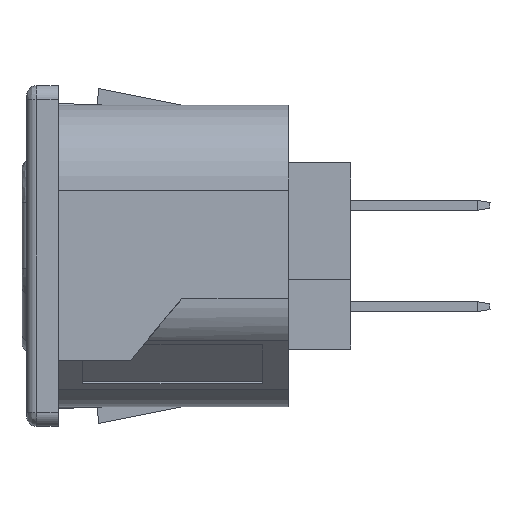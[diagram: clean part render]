
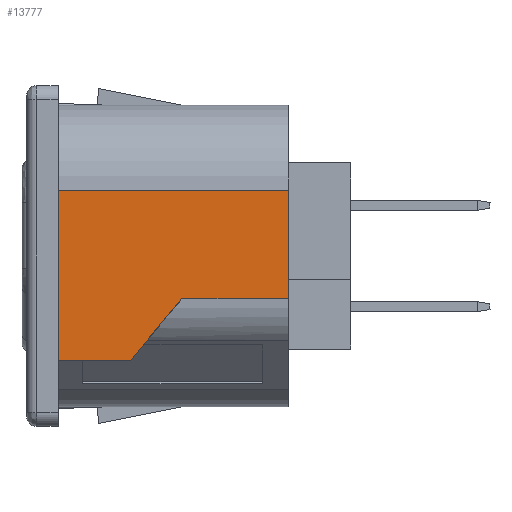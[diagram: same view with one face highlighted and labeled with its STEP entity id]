
A CAD part, left-side view. The second image highlights one B-rep face of the part: STEP entity #13777.
In plain terms, the highlighted planar face has unit normal (-1, 0, 0).
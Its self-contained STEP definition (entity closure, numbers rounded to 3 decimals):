
#43 = VERTEX_POINT ( 'NONE', #11575 ) ;
#480 = ORIENTED_EDGE ( 'NONE', *, *, #5977, .T. ) ;
#902 = VERTEX_POINT ( 'NONE', #5365 ) ;
#938 = EDGE_CURVE ( 'NONE', #10969, #4906, #1180, .T. ) ;
#1180 = LINE ( 'NONE', #4373, #13885 ) ;
#1206 = FACE_OUTER_BOUND ( 'NONE', #7426, .T. ) ;
#1349 = PLANE ( 'NONE',  #3923 ) ;
#1354 = CARTESIAN_POINT ( 'NONE',  ( -15.95, 0., 5.28 ) ) ;
#1427 = DIRECTION ( 'NONE',  ( 0., -0.643, 0.766 ) ) ;
#1660 = EDGE_CURVE ( 'NONE', #43, #11020, #6628, .T. ) ;
#1725 = DIRECTION ( 'NONE',  ( 0., 0., 1. ) ) ;
#2087 = LINE ( 'NONE', #10726, #4457 ) ;
#2425 = LINE ( 'NONE', #8865, #7882 ) ;
#2497 = VERTEX_POINT ( 'NONE', #5725 ) ;
#3295 = DIRECTION ( 'NONE',  ( 0., -1., 0. ) ) ;
#3441 = ORIENTED_EDGE ( 'NONE', *, *, #12374, .F. ) ;
#3853 = CARTESIAN_POINT ( 'NONE',  ( -15.95, -18.61, -1.564 ) ) ;
#3923 = AXIS2_PLACEMENT_3D ( 'NONE', #5741, #8717, #10062 ) ;
#4373 = CARTESIAN_POINT ( 'NONE',  ( -15.95, -9.305, -8.407 ) ) ;
#4457 = VECTOR ( 'NONE', #3295, 1000. ) ;
#4551 = ORIENTED_EDGE ( 'NONE', *, *, #4637, .T. ) ;
#4637 = EDGE_CURVE ( 'NONE', #902, #43, #12354, .T. ) ;
#4644 = CARTESIAN_POINT ( 'NONE',  ( -15.95, -9.305, 5.28 ) ) ;
#4906 = VERTEX_POINT ( 'NONE', #6742 ) ;
#5113 = VECTOR ( 'NONE', #1725, 1000. ) ;
#5365 = CARTESIAN_POINT ( 'NONE',  ( -15.95, -18.61, -3.472 ) ) ;
#5398 = CARTESIAN_POINT ( 'NONE',  ( -15.95, 0., -8.407 ) ) ;
#5725 = CARTESIAN_POINT ( 'NONE',  ( -15.95, -9.983, -3.472 ) ) ;
#5741 = CARTESIAN_POINT ( 'NONE',  ( -15.95, -18.982, -8.681 ) ) ;
#5977 = EDGE_CURVE ( 'NONE', #2497, #902, #2087, .T. ) ;
#6371 = DIRECTION ( 'NONE',  ( 0., 0., 1. ) ) ;
#6628 = LINE ( 'NONE', #4644, #13454 ) ;
#6742 = CARTESIAN_POINT ( 'NONE',  ( -15.95, -5.842, -8.407 ) ) ;
#6774 = DIRECTION ( 'NONE',  ( 0., 1., 0. ) ) ;
#7426 = EDGE_LOOP ( 'NONE', ( #10325, #11287, #480, #4551, #8137, #3441 ) ) ;
#7882 = VECTOR ( 'NONE', #1427, 1000. ) ;
#8137 = ORIENTED_EDGE ( 'NONE', *, *, #1660, .T. ) ;
#8649 = EDGE_CURVE ( 'NONE', #4906, #2497, #2425, .T. ) ;
#8711 = LINE ( 'NONE', #12961, #13393 ) ;
#8717 = DIRECTION ( 'NONE',  ( -1., 0., 0. ) ) ;
#8865 = CARTESIAN_POINT ( 'NONE',  ( -15.95, -5.842, -8.407 ) ) ;
#10062 = DIRECTION ( 'NONE',  ( 0., 0., 1. ) ) ;
#10325 = ORIENTED_EDGE ( 'NONE', *, *, #938, .T. ) ;
#10726 = CARTESIAN_POINT ( 'NONE',  ( -15.95, -9.305, -3.472 ) ) ;
#10969 = VERTEX_POINT ( 'NONE', #5398 ) ;
#11020 = VERTEX_POINT ( 'NONE', #1354 ) ;
#11287 = ORIENTED_EDGE ( 'NONE', *, *, #8649, .T. ) ;
#11575 = CARTESIAN_POINT ( 'NONE',  ( -15.95, -18.61, 5.28 ) ) ;
#12354 = LINE ( 'NONE', #3853, #5113 ) ;
#12374 = EDGE_CURVE ( 'NONE', #10969, #11020, #8711, .T. ) ;
#12961 = CARTESIAN_POINT ( 'NONE',  ( -15.95, 0., 0. ) ) ;
#13019 = DIRECTION ( 'NONE',  ( 0., -1., 0. ) ) ;
#13393 = VECTOR ( 'NONE', #6371, 1000. ) ;
#13454 = VECTOR ( 'NONE', #6774, 1000. ) ;
#13777 = ADVANCED_FACE ( 'NONE', ( #1206 ), #1349, .T. ) ;
#13885 = VECTOR ( 'NONE', #13019, 1000. ) ;
